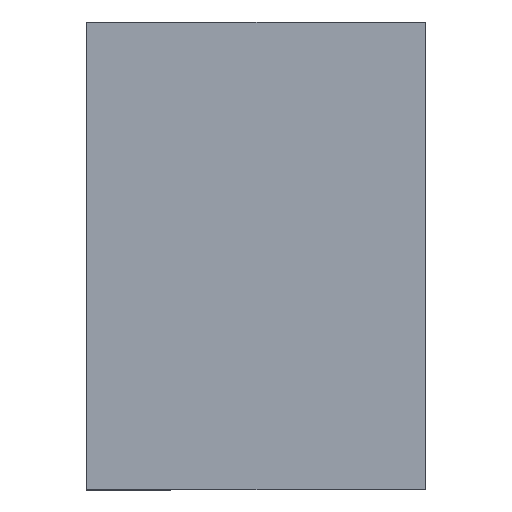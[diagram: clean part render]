
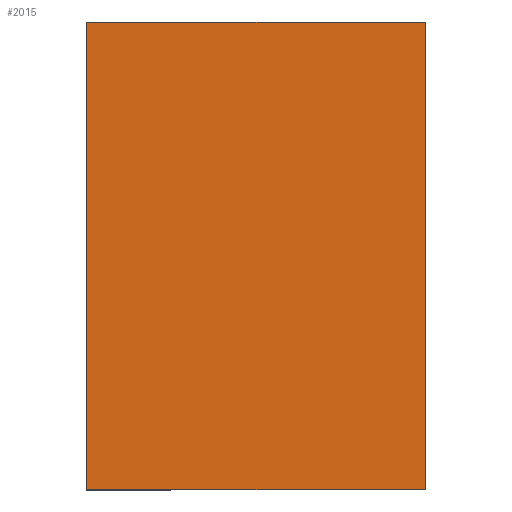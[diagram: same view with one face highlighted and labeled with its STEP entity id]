
A CAD part, left-side view. The second image highlights one B-rep face of the part: STEP entity #2015.
In plain terms, the highlighted planar face has unit normal (-1, 0, 0).
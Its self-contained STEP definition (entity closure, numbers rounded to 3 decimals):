
#19 = DIRECTION ( 'NONE',  ( 0., -1., 0. ) ) ;
#70 = ORIENTED_EDGE ( 'NONE', *, *, #213, .T. ) ;
#162 = CARTESIAN_POINT ( 'NONE',  ( 0., 0., 0. ) ) ;
#201 = ORIENTED_EDGE ( 'NONE', *, *, #953, .F. ) ;
#213 = EDGE_CURVE ( 'NONE', #602, #2068, #1079, .T. ) ;
#268 = CARTESIAN_POINT ( 'NONE',  ( 0., 1.05, 0. ) ) ;
#378 = CARTESIAN_POINT ( 'NONE',  ( 0., 1.05, 0. ) ) ;
#400 = VECTOR ( 'NONE', #19, 1000. ) ;
#477 = EDGE_CURVE ( 'NONE', #2068, #1469, #1197, .T. ) ;
#529 = CARTESIAN_POINT ( 'NONE',  ( 0., 1.05, 0. ) ) ;
#538 = DIRECTION ( 'NONE',  ( 1., 0., 0. ) ) ;
#600 = DIRECTION ( 'NONE',  ( 0., 0., 1. ) ) ;
#602 = VERTEX_POINT ( 'NONE', #608 ) ;
#608 = CARTESIAN_POINT ( 'NONE',  ( 0., 1.05, -1.45 ) ) ;
#654 = CARTESIAN_POINT ( 'NONE',  ( 0., 1.05, -1.45 ) ) ;
#953 = EDGE_CURVE ( 'NONE', #1986, #1469, #2176, .T. ) ;
#987 = PLANE ( 'NONE',  #1527 ) ;
#1023 = VECTOR ( 'NONE', #1595, 1000. ) ;
#1078 = VECTOR ( 'NONE', #600, 1000. ) ;
#1079 = LINE ( 'NONE', #654, #2237 ) ;
#1197 = LINE ( 'NONE', #162, #1078 ) ;
#1469 = VERTEX_POINT ( 'NONE', #1547 ) ;
#1496 = ORIENTED_EDGE ( 'NONE', *, *, #477, .T. ) ;
#1527 = AXIS2_PLACEMENT_3D ( 'NONE', #378, #538, #1548 ) ;
#1547 = CARTESIAN_POINT ( 'NONE',  ( 0., 0., 0. ) ) ;
#1548 = DIRECTION ( 'NONE',  ( 0., 0., -1. ) ) ;
#1558 = CARTESIAN_POINT ( 'NONE',  ( 0., 1.05, 0. ) ) ;
#1595 = DIRECTION ( 'NONE',  ( 0., 0., 1. ) ) ;
#1715 = ORIENTED_EDGE ( 'NONE', *, *, #2083, .F. ) ;
#1763 = FACE_OUTER_BOUND ( 'NONE', #2251, .T. ) ;
#1964 = LINE ( 'NONE', #268, #1023 ) ;
#1986 = VERTEX_POINT ( 'NONE', #529 ) ;
#2015 = ADVANCED_FACE ( 'NONE', ( #1763 ), #987, .F. ) ;
#2068 = VERTEX_POINT ( 'NONE', #2389 ) ;
#2083 = EDGE_CURVE ( 'NONE', #602, #1986, #1964, .T. ) ;
#2176 = LINE ( 'NONE', #1558, #400 ) ;
#2237 = VECTOR ( 'NONE', #2408, 1000. ) ;
#2251 = EDGE_LOOP ( 'NONE', ( #1496, #201, #1715, #70 ) ) ;
#2389 = CARTESIAN_POINT ( 'NONE',  ( 0., 0., -1.45 ) ) ;
#2408 = DIRECTION ( 'NONE',  ( 0., -1., 0. ) ) ;
